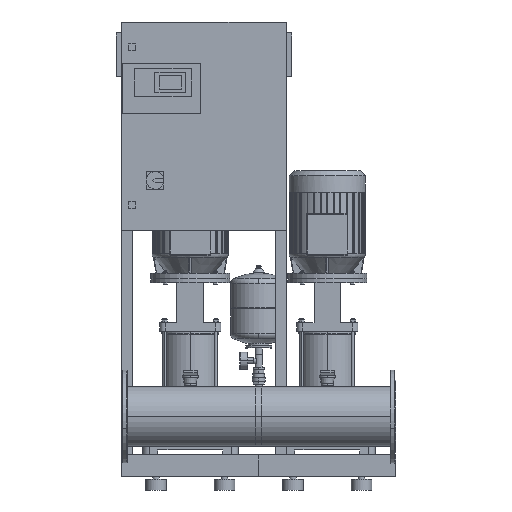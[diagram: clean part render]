
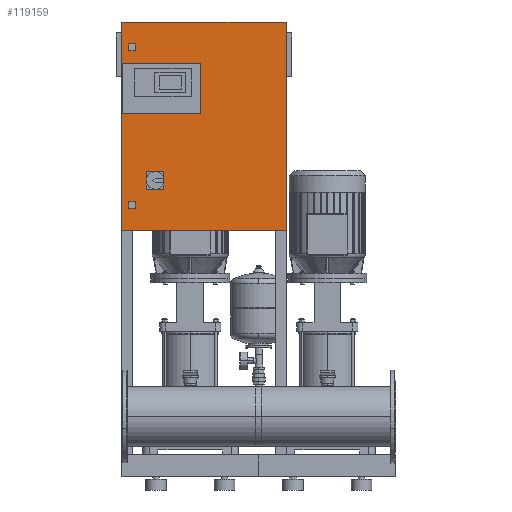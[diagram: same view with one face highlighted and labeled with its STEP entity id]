
A CAD part, front view. The second image highlights one B-rep face of the part: STEP entity #119159.
In plain terms, the highlighted planar face has unit normal (0, -1, 0).
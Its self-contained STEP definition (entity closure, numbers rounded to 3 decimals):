
#117778=CARTESIAN_POINT('',(50.,-540.,1628.0));
#117779=VERTEX_POINT('',#117778);
#117786=CARTESIAN_POINT('',(25.,-540.,1628.0));
#117787=VERTEX_POINT('',#117786);
#117788=CARTESIAN_POINT('',(25.,-540.,1628.0));
#117789=DIRECTION('',(1.0,0.0,0.0));
#117790=VECTOR('',#117789,25.0);
#117791=LINE('',#117788,#117790);
#117792=EDGE_CURVE('',#117787,#117779,#117791,.T.);
#117810=CARTESIAN_POINT('',(25.0,-540.,1603.0));
#117811=VERTEX_POINT('',#117810);
#117812=CARTESIAN_POINT('',(25.0,-540.,1603.0));
#117813=DIRECTION('',(0.0,0.0,1.0));
#117814=VECTOR('',#117813,25.0);
#117815=LINE('',#117812,#117814);
#117816=EDGE_CURVE('',#117811,#117787,#117815,.T.);
#117834=CARTESIAN_POINT('',(50.,-540.,1603.0));
#117835=VERTEX_POINT('',#117834);
#117836=CARTESIAN_POINT('',(50.,-540.,1603.0));
#117837=DIRECTION('',(-1.0,0.0,0.0));
#117838=VECTOR('',#117837,25.);
#117839=LINE('',#117836,#117838);
#117840=EDGE_CURVE('',#117835,#117811,#117839,.T.);
#117858=CARTESIAN_POINT('',(50.,-540.,1628.0));
#117859=DIRECTION('',(0.0,0.0,-1.0));
#117860=VECTOR('',#117859,25.0);
#117861=LINE('',#117858,#117860);
#117862=EDGE_CURVE('',#117779,#117835,#117861,.T.);
#117883=CARTESIAN_POINT('',(50.,-540.,1028.0));
#117884=VERTEX_POINT('',#117883);
#117891=CARTESIAN_POINT('',(50.,-540.,1053.0));
#117892=VERTEX_POINT('',#117891);
#117893=CARTESIAN_POINT('',(50.,-540.,1053.0));
#117894=DIRECTION('',(0.0,0.0,-1.0));
#117895=VECTOR('',#117894,25.0);
#117896=LINE('',#117893,#117895);
#117897=EDGE_CURVE('',#117892,#117884,#117896,.T.);
#117921=CARTESIAN_POINT('',(25.,-540.,1028.0));
#117922=VERTEX_POINT('',#117921);
#117929=CARTESIAN_POINT('',(50.,-540.,1028.0));
#117930=DIRECTION('',(-1.0,0.0,0.0));
#117931=VECTOR('',#117930,25.);
#117932=LINE('',#117929,#117931);
#117933=EDGE_CURVE('',#117884,#117922,#117932,.T.);
#117952=CARTESIAN_POINT('',(25.,-540.,1053.0));
#117953=VERTEX_POINT('',#117952);
#117960=CARTESIAN_POINT('',(25.,-540.,1028.0));
#117961=DIRECTION('',(0.0,0.0,1.0));
#117962=VECTOR('',#117961,25.0);
#117963=LINE('',#117960,#117962);
#117964=EDGE_CURVE('',#117922,#117953,#117963,.T.);
#117982=CARTESIAN_POINT('',(25.,-540.,1053.0));
#117983=DIRECTION('',(1.0,0.0,0.0));
#117984=VECTOR('',#117983,25.);
#117985=LINE('',#117982,#117984);
#117986=EDGE_CURVE('',#117953,#117892,#117985,.T.);
#118691=CARTESIAN_POINT('',(2.0,-540.,1558.0));
#118692=VERTEX_POINT('',#118691);
#118699=CARTESIAN_POINT('',(2.0,-540.,1373.0));
#118700=VERTEX_POINT('',#118699);
#118701=CARTESIAN_POINT('',(2.0,-540.,1373.0));
#118702=DIRECTION('',(0.0,0.0,1.0));
#118703=VECTOR('',#118702,185.0);
#118704=LINE('',#118701,#118703);
#118705=EDGE_CURVE('',#118700,#118692,#118704,.T.);
#118730=CARTESIAN_POINT('',(288.,-540.,1373.0));
#118731=VERTEX_POINT('',#118730);
#118732=CARTESIAN_POINT('',(288.,-540.,1373.0));
#118733=DIRECTION('',(-1.0,0.0,0.0));
#118734=VECTOR('',#118733,286.);
#118735=LINE('',#118732,#118734);
#118736=EDGE_CURVE('',#118731,#118700,#118735,.T.);
#118761=CARTESIAN_POINT('',(288.0,-540.,1558.0));
#118762=VERTEX_POINT('',#118761);
#118763=CARTESIAN_POINT('',(288.0,-540.,1558.0));
#118764=DIRECTION('',(0.0,0.0,-1.0));
#118765=VECTOR('',#118764,185.0);
#118766=LINE('',#118763,#118765);
#118767=EDGE_CURVE('',#118762,#118731,#118766,.T.);
#118790=CARTESIAN_POINT('',(2.0,-540.,1558.0));
#118791=DIRECTION('',(1.0,0.0,0.0));
#118792=VECTOR('',#118791,286.0);
#118793=LINE('',#118790,#118792);
#118794=EDGE_CURVE('',#118692,#118762,#118793,.T.);
#119102=CARTESIAN_POINT('',(300.,-540.,1328.0));
#119103=DIRECTION('',(0.0,-1.0,0.0));
#119104=DIRECTION('',(1.0,0.0,0.0));
#119105=AXIS2_PLACEMENT_3D('',#119102,#119103,#119104);
#119106=PLANE('',#119105);
#119107=CARTESIAN_POINT('',(0.,-540.0,948.0));
#119108=VERTEX_POINT('',#119107);
#119109=CARTESIAN_POINT('',(0.,-540.0,1708.0));
#119110=VERTEX_POINT('',#119109);
#119111=CARTESIAN_POINT('',(0.,-540.0,948.0));
#119112=DIRECTION('',(0.0,0.0,1.0));
#119113=VECTOR('',#119112,760.0);
#119114=LINE('',#119111,#119113);
#119115=EDGE_CURVE('',#119108,#119110,#119114,.T.);
#119116=ORIENTED_EDGE('',*,*,#119115,.F.);
#119117=CARTESIAN_POINT('',(600.0,-540.0,948.0));
#119118=VERTEX_POINT('',#119117);
#119119=CARTESIAN_POINT('',(600.0,-540.0,948.0));
#119120=DIRECTION('',(-1.0,0.0,0.0));
#119121=VECTOR('',#119120,600.);
#119122=LINE('',#119119,#119121);
#119123=EDGE_CURVE('',#119118,#119108,#119122,.T.);
#119124=ORIENTED_EDGE('',*,*,#119123,.F.);
#119125=CARTESIAN_POINT('',(600.0,-540.0,1708.0));
#119126=VERTEX_POINT('',#119125);
#119127=CARTESIAN_POINT('',(600.0,-540.0,1708.0));
#119128=DIRECTION('',(0.0,0.0,-1.0));
#119129=VECTOR('',#119128,760.0);
#119130=LINE('',#119127,#119129);
#119131=EDGE_CURVE('',#119126,#119118,#119130,.T.);
#119132=ORIENTED_EDGE('',*,*,#119131,.F.);
#119133=CARTESIAN_POINT('',(0.,-540.0,1708.0));
#119134=DIRECTION('',(1.0,0.0,0.0));
#119135=VECTOR('',#119134,600.0);
#119136=LINE('',#119133,#119135);
#119137=EDGE_CURVE('',#119110,#119126,#119136,.T.);
#119138=ORIENTED_EDGE('',*,*,#119137,.F.);
#119139=EDGE_LOOP('',(#119116,#119124,#119132,#119138));
#119140=FACE_OUTER_BOUND('',#119139,.T.);
#119141=ORIENTED_EDGE('',*,*,#117792,.T.);
#119142=ORIENTED_EDGE('',*,*,#117862,.T.);
#119143=ORIENTED_EDGE('',*,*,#117840,.T.);
#119144=ORIENTED_EDGE('',*,*,#117816,.T.);
#119145=EDGE_LOOP('',(#119141,#119142,#119143,#119144));
#119146=FACE_BOUND('',#119145,.T.);
#119147=ORIENTED_EDGE('',*,*,#117897,.T.);
#119148=ORIENTED_EDGE('',*,*,#117933,.T.);
#119149=ORIENTED_EDGE('',*,*,#117964,.T.);
#119150=ORIENTED_EDGE('',*,*,#117986,.T.);
#119151=EDGE_LOOP('',(#119147,#119148,#119149,#119150));
#119152=FACE_BOUND('',#119151,.T.);
#119153=ORIENTED_EDGE('',*,*,#118705,.T.);
#119154=ORIENTED_EDGE('',*,*,#118794,.T.);
#119155=ORIENTED_EDGE('',*,*,#118767,.T.);
#119156=ORIENTED_EDGE('',*,*,#118736,.T.);
#119157=EDGE_LOOP('',(#119153,#119154,#119155,#119156));
#119158=FACE_BOUND('',#119157,.T.);
#119159=ADVANCED_FACE('',(#119140,#119146,#119152,#119158),#119106,.T.);
